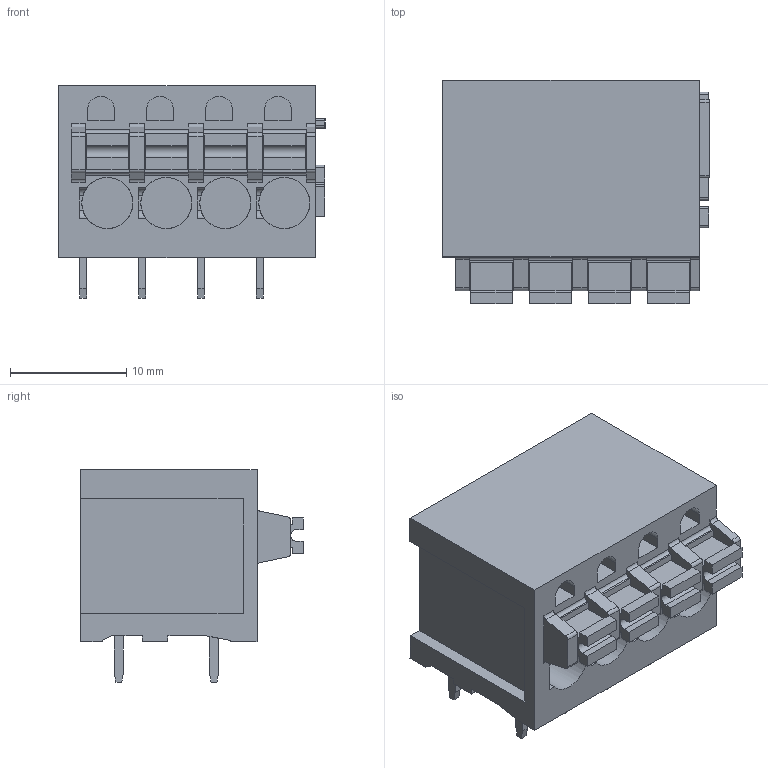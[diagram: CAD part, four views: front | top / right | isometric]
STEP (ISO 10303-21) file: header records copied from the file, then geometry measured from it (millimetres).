
FILE_DESCRIPTION(('CATIA V5 STEP Exchange','CAx-IF Rec.Pracs.--- Model Styling and Organization---1.2---2011-12-15'),'2;1');
FILE_NAME ('D1451099_0_1330730000_1330730000.stp','2018-09-07T11:09:34+00:00',('none'),('Weidmueller'),'CATIA Version 5-6 Release 2014','CATIA V5 STEP AP214','none');
FILE_SCHEMA(('AUTOMOTIVE_DESIGN { 1 0 10303 214 1 1 1 1 }'));
Length unit declared in the file: millimetre
Products named in the file (1): 1330730000
Bounding box: 22.97 x 19.2 x 18.3 mm (x, y, z)
Volume: 4552.4 mm3; surface area: 3025.1 mm2
Topology: 13 solids, 13 shells, 318 faces, 843 edges, 562 vertices
Faces by surface type: plane 243, cylinder 75
Entity records: 9081 total; most frequent: ORIENTED_EDGE 1686, CARTESIAN_POINT 1646, DIRECTION 1223, EDGE_CURVE 843, VECTOR 681, LINE 681, VERTEX_POINT 562, AXIS2_PLACEMENT_3D 347
